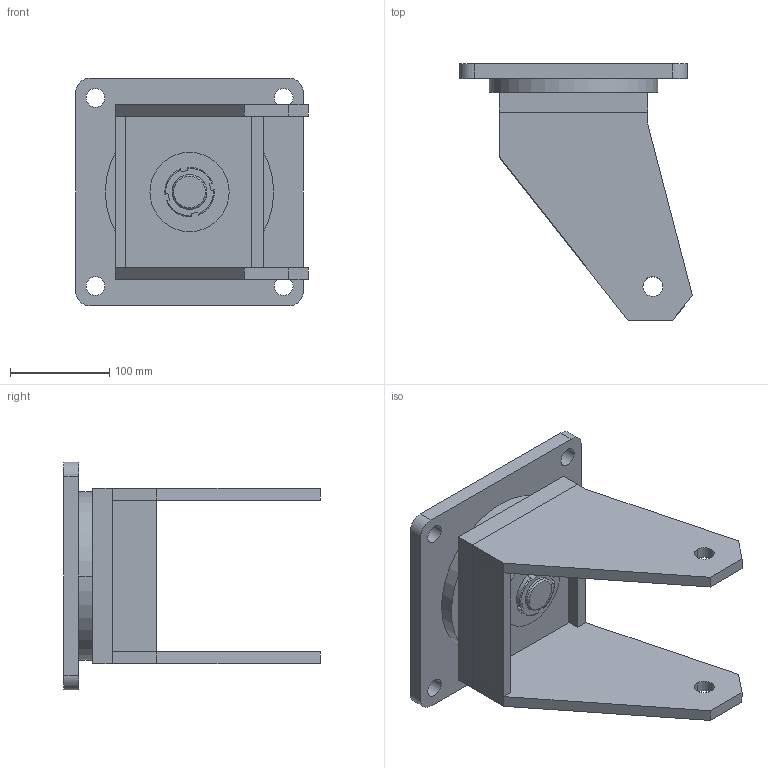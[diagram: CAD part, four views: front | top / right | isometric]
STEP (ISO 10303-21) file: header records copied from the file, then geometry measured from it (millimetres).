
FILE_DESCRIPTION (( 'STEP AP214' ), '1' );
FILE_NAME ('0018563.step', '2025-01-21T08:38:15', ( '' ), ( '' ), 'SwSTEP 2.0', 'SolidWorks 2020', '' );
FILE_SCHEMA (( 'AUTOMOTIVE_DESIGN' ));
Length unit declared in the file: millimetre
Products named in the file (1): 0018563
Bounding box: 235 x 259 x 230 mm (x, y, z)
Volume: 2366267 mm3; surface area: 353214.3 mm2
Topology: 7 solids, 7 shells, 110 faces, 270 edges, 178 vertices
Faces by surface type: plane 60, cylinder 38, cone 8, bspline 4
Entity records: 4882 total; most frequent: CARTESIAN_POINT 957, ORIENTED_EDGE 540, DIRECTION 526, EDGE_CURVE 270, AXIS2_PLACEMENT_3D 183, VERTEX_POINT 178, LINE 160, VECTOR 160
